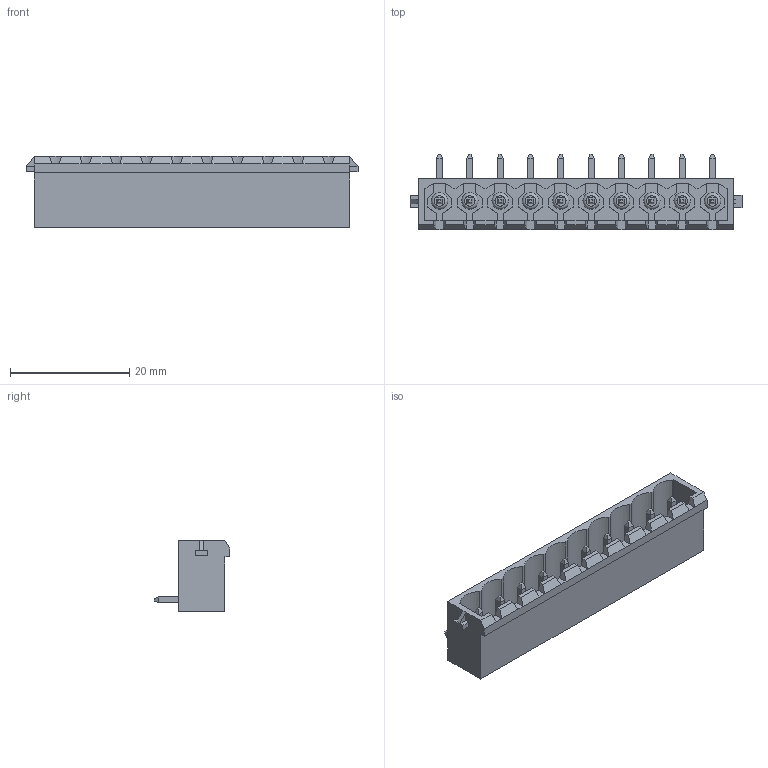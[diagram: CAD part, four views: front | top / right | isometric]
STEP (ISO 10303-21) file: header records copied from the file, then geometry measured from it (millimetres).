
FILE_DESCRIPTION(/* description */ ('Unknown'),/* implementation_level */ '2;1');
FILE_NAME(/* name */ '691305540010',/* time_stamp */ '2018-09-14T12:43:10+02:00',/* author */ ('Unknown'),/* organization */ ('Unknown'),/* preprocessor_version */ 'ST-DEVELOPER v16.7',/* originating_system */ 'DEX',/* authorisation */ $);
FILE_SCHEMA (('AUTOMOTIVE_DESIGN {1 0 10303 214 3 1 1}'));
Length unit declared in the file: millimetre
Products named in the file (3): 6913055400xx; 691305540010; 6913055400xx_PIN
Assembly tree (11 placements, depth 2):
  6913055400xx
    691305540010
    6913055400xx_PIN  x10
Bounding box: 55.6 x 12.6 x 12 mm (x, y, z)
Volume: 2032.8 mm3; surface area: 4962.6 mm2
Topology: 11 solids, 11 shells, 533 faces, 1425 edges, 914 vertices
Faces by surface type: plane 493, cylinder 30, torus 10
Full cylindrical faces by diameter (mm): 2.75 x10
Entity records: 12198 total; most frequent: CARTESIAN_POINT 2160, ORIENTED_EDGE 2124, DIRECTION 1918, EDGE_CURVE 1062, LINE 990, VECTOR 990, VERTEX_POINT 706, AXIS2_PLACEMENT_3D 464
